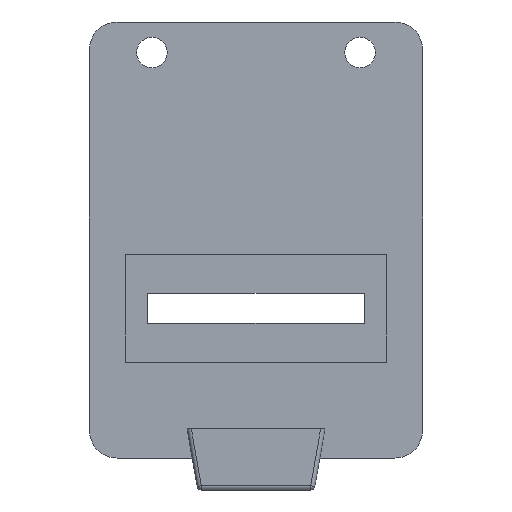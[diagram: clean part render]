
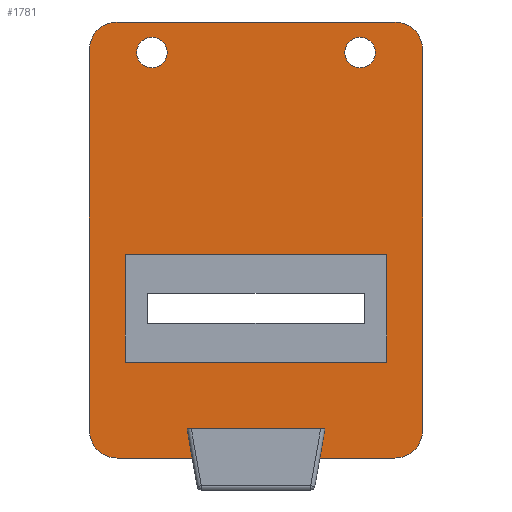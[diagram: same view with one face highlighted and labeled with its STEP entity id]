
A CAD part, left-side view. The second image highlights one B-rep face of the part: STEP entity #1781.
In plain terms, the highlighted planar face has unit normal (-1, 0, 0).
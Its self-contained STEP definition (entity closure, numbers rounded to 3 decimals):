
#27=CARTESIAN_POINT('',(-36.902,-7.5,74.591));
#28=DIRECTION('',(-1.,0.,0.));
#29=DIRECTION('',(0.,0.,-1.));
#30=AXIS2_PLACEMENT_3D('',#27,#28,#29);
#32=CARTESIAN_POINT('',(-36.902,-7.5,74.591));
#33=DIRECTION('',(-1.,0.,0.));
#34=DIRECTION('',(0.,0.,1.));
#35=AXIS2_PLACEMENT_3D('',#32,#33,#34);
#37=CARTESIAN_POINT('',(-36.902,7.5,74.591));
#38=DIRECTION('',(-1.,0.,0.));
#39=DIRECTION('',(0.,0.,-1.));
#40=AXIS2_PLACEMENT_3D('',#37,#38,#39);
#42=CARTESIAN_POINT('',(-36.902,7.5,74.591));
#43=DIRECTION('',(-1.,0.,0.));
#44=DIRECTION('',(0.,0.,1.));
#45=AXIS2_PLACEMENT_3D('',#42,#43,#44);
#47=DIRECTION('',(0.,1.,0.));
#48=VECTOR('',#47,18.8);
#49=CARTESIAN_POINT('',(-36.902,-9.4,60.065));
#50=LINE('',#49,#48);
#51=DIRECTION('',(0.,0.,1.));
#52=VECTOR('',#51,7.774);
#53=CARTESIAN_POINT('',(-36.902,9.4,52.291));
#54=LINE('',#53,#52);
#55=DIRECTION('',(0.,-1.,0.));
#56=VECTOR('',#55,18.8);
#57=CARTESIAN_POINT('',(-36.902,9.4,52.291));
#58=LINE('',#57,#56);
#59=DIRECTION('',(0.,0.,-1.));
#60=VECTOR('',#59,7.774);
#61=CARTESIAN_POINT('',(-36.902,-9.4,60.065));
#62=LINE('',#61,#60);
#63=CARTESIAN_POINT('',(-36.902,10.,74.791));
#64=DIRECTION('',(-1.,0.,0.));
#65=DIRECTION('',(0.,0.,1.));
#66=AXIS2_PLACEMENT_3D('',#63,#64,#65);
#68=DIRECTION('',(0.,-1.,0.));
#69=VECTOR('',#68,20.);
#70=CARTESIAN_POINT('',(-36.902,10.,76.791));
#71=LINE('',#70,#69);
#72=CARTESIAN_POINT('',(-36.902,-10.,74.791));
#73=DIRECTION('',(-1.,0.,0.));
#74=DIRECTION('',(0.,-1.,0.));
#75=AXIS2_PLACEMENT_3D('',#72,#73,#74);
#77=DIRECTION('',(0.,0.,-1.));
#78=VECTOR('',#77,27.4);
#79=CARTESIAN_POINT('',(-36.902,-12.,74.791));
#80=LINE('',#79,#78);
#81=CARTESIAN_POINT('',(-36.902,-10.,47.391));
#82=DIRECTION('',(-1.,0.,0.));
#83=DIRECTION('',(0.,0.,-1.));
#84=AXIS2_PLACEMENT_3D('',#81,#82,#83);
#86=DIRECTION('',(0.,1.,0.));
#87=VECTOR('',#86,5.406);
#88=CARTESIAN_POINT('',(-36.902,-10.,45.391));
#89=LINE('',#88,#87);
#90=DIRECTION('',(0.,-0.174,0.985));
#91=VECTOR('',#90,2.132);
#92=CARTESIAN_POINT('',(-36.902,-4.594,45.391));
#93=LINE('',#92,#91);
#94=DIRECTION('',(0.,1.,0.));
#95=VECTOR('',#94,9.929);
#96=CARTESIAN_POINT('',(-36.902,-4.965,47.491));
#97=LINE('',#96,#95);
#98=DIRECTION('',(0.,-0.174,-0.985));
#99=VECTOR('',#98,2.132);
#100=CARTESIAN_POINT('',(-36.902,4.965,47.491));
#101=LINE('',#100,#99);
#102=DIRECTION('',(0.,1.,0.));
#103=VECTOR('',#102,5.406);
#104=CARTESIAN_POINT('',(-36.902,4.594,45.391));
#105=LINE('',#104,#103);
#106=CARTESIAN_POINT('',(-36.902,10.,47.391));
#107=DIRECTION('',(-1.,0.,0.));
#108=DIRECTION('',(0.,1.,0.));
#109=AXIS2_PLACEMENT_3D('',#106,#107,#108);
#212=DIRECTION('',(0.,0.,-1.));
#213=VECTOR('',#212,27.4);
#214=CARTESIAN_POINT('',(-36.902,12.,74.791));
#215=LINE('',#214,#213);
#1345=CARTESIAN_POINT('',(-36.902,-4.965,
47.491));
#1346=CARTESIAN_POINT('',(-36.902,4.965,47.491));
#1347=VERTEX_POINT('',#1345);
#1348=VERTEX_POINT('',#1346);
#1508=CARTESIAN_POINT('',(-36.902,7.5,75.691));
#1509=CARTESIAN_POINT('',(-36.902,7.5,73.491));
#1510=VERTEX_POINT('',#1508);
#1511=VERTEX_POINT('',#1509);
#1512=CARTESIAN_POINT('',(-36.902,-7.5,
75.691));
#1513=CARTESIAN_POINT('',(-36.902,-7.5,
73.491));
#1514=VERTEX_POINT('',#1512);
#1515=VERTEX_POINT('',#1513);
#1532=CARTESIAN_POINT('',(-36.902,-9.4,60.065));
#1533=CARTESIAN_POINT('',(-36.902,-9.4,52.291));
#1534=VERTEX_POINT('',#1532);
#1535=VERTEX_POINT('',#1533);
#1536=CARTESIAN_POINT('',(-36.902,9.4,52.291));
#1537=CARTESIAN_POINT('',(-36.902,9.4,60.065));
#1538=VERTEX_POINT('',#1536);
#1539=VERTEX_POINT('',#1537);
#1616=CARTESIAN_POINT('',(-36.902,-4.594,
45.391));
#1617=VERTEX_POINT('',#1616);
#1618=CARTESIAN_POINT('',(-36.902,4.594,45.391));
#1619=VERTEX_POINT('',#1618);
#1620=CARTESIAN_POINT('',(-36.902,10.,76.791));
#1621=CARTESIAN_POINT('',(-36.902,12.,74.791));
#1622=VERTEX_POINT('',#1620);
#1623=VERTEX_POINT('',#1621);
#1628=CARTESIAN_POINT('',(-36.902,-12.,74.791));
#1629=CARTESIAN_POINT('',(-36.902,-10.,76.791));
#1630=VERTEX_POINT('',#1628);
#1631=VERTEX_POINT('',#1629);
#1636=CARTESIAN_POINT('',(-36.902,-10.,45.391));
#1637=CARTESIAN_POINT('',(-36.902,-12.,47.391));
#1638=VERTEX_POINT('',#1636);
#1639=VERTEX_POINT('',#1637);
#1648=CARTESIAN_POINT('',(-36.902,12.,47.391));
#1649=VERTEX_POINT('',#1648);
#1650=CARTESIAN_POINT('',(-36.902,10.,45.391));
#1651=VERTEX_POINT('',#1650);
#1728=CARTESIAN_POINT('',(-36.902,13.132,80.823));
#1729=DIRECTION('',(-1.,0.,0.));
#1730=DIRECTION('',(0.,1.,0.));
#1731=AXIS2_PLACEMENT_3D('',#1728,#1729,#1730);
#1732=PLANE('',#1731);
#1734=ORIENTED_EDGE('',*,*,#1733,.F.);
#1736=ORIENTED_EDGE('',*,*,#1735,.T.);
#1738=ORIENTED_EDGE('',*,*,#1737,.F.);
#1740=ORIENTED_EDGE('',*,*,#1739,.T.);
#1742=ORIENTED_EDGE('',*,*,#1741,.F.);
#1744=ORIENTED_EDGE('',*,*,#1743,.T.);
#1746=ORIENTED_EDGE('',*,*,#1745,.T.);
#1748=ORIENTED_EDGE('',*,*,#1747,.T.);
#1750=ORIENTED_EDGE('',*,*,#1749,.T.);
#1752=ORIENTED_EDGE('',*,*,#1751,.T.);
#1754=ORIENTED_EDGE('',*,*,#1753,.F.);
#1756=ORIENTED_EDGE('',*,*,#1755,.F.);
#1757=EDGE_LOOP('',(#1734,#1736,#1738,#1740,#1742,#1744,#1746,#1748,#1750,#1752,
#1754,#1756));
#1758=FACE_OUTER_BOUND('',#1757,.F.);
#1760=ORIENTED_EDGE('',*,*,#1759,.T.);
#1762=ORIENTED_EDGE('',*,*,#1761,.T.);
#1763=EDGE_LOOP('',(#1760,#1762));
#1764=FACE_BOUND('',#1763,.F.);
#1766=ORIENTED_EDGE('',*,*,#1765,.T.);
#1768=ORIENTED_EDGE('',*,*,#1767,.F.);
#1770=ORIENTED_EDGE('',*,*,#1769,.T.);
#1772=ORIENTED_EDGE('',*,*,#1771,.F.);
#1773=EDGE_LOOP('',(#1766,#1768,#1770,#1772));
#1774=FACE_BOUND('',#1773,.F.);
#1776=ORIENTED_EDGE('',*,*,#1775,.T.);
#1778=ORIENTED_EDGE('',*,*,#1777,.T.);
#1779=EDGE_LOOP('',(#1776,#1778));
#1780=FACE_BOUND('',#1779,.F.);
#31=CIRCLE('',#30,1.1);
#36=CIRCLE('',#35,1.1);
#41=CIRCLE('',#40,1.1);
#46=CIRCLE('',#45,1.1);
#67=CIRCLE('',#66,2.);
#76=CIRCLE('',#75,2.);
#85=CIRCLE('',#84,2.);
#110=CIRCLE('',#109,2.);
#1733=EDGE_CURVE('',#1622,#1623,#67,.T.);
#1735=EDGE_CURVE('',#1622,#1631,#71,.T.);
#1737=EDGE_CURVE('',#1630,#1631,#76,.T.);
#1739=EDGE_CURVE('',#1630,#1639,#80,.T.);
#1741=EDGE_CURVE('',#1638,#1639,#85,.T.);
#1743=EDGE_CURVE('',#1638,#1617,#89,.T.);
#1745=EDGE_CURVE('',#1617,#1347,#93,.T.);
#1747=EDGE_CURVE('',#1347,#1348,#97,.T.);
#1749=EDGE_CURVE('',#1348,#1619,#101,.T.);
#1751=EDGE_CURVE('',#1619,#1651,#105,.T.);
#1753=EDGE_CURVE('',#1649,#1651,#110,.T.);
#1755=EDGE_CURVE('',#1623,#1649,#215,.T.);
#1759=EDGE_CURVE('',#1511,#1510,#41,.T.);
#1761=EDGE_CURVE('',#1510,#1511,#46,.T.);
#1765=EDGE_CURVE('',#1534,#1539,#50,.T.);
#1767=EDGE_CURVE('',#1538,#1539,#54,.T.);
#1769=EDGE_CURVE('',#1538,#1535,#58,.T.);
#1771=EDGE_CURVE('',#1534,#1535,#62,.T.);
#1775=EDGE_CURVE('',#1515,#1514,#31,.T.);
#1777=EDGE_CURVE('',#1514,#1515,#36,.T.);
#1781=ADVANCED_FACE('',(#1758,#1764,#1774,#1780),#1732,.T.);
